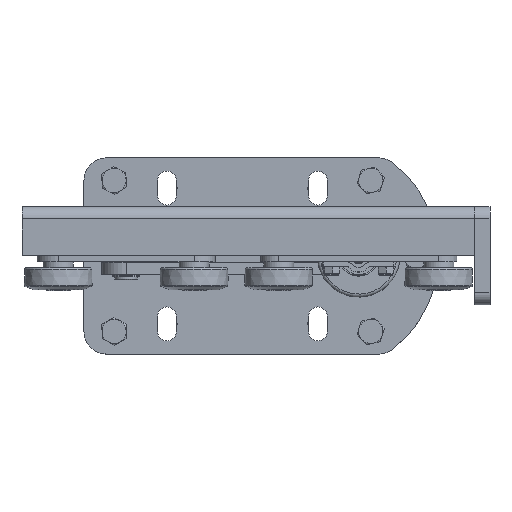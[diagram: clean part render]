
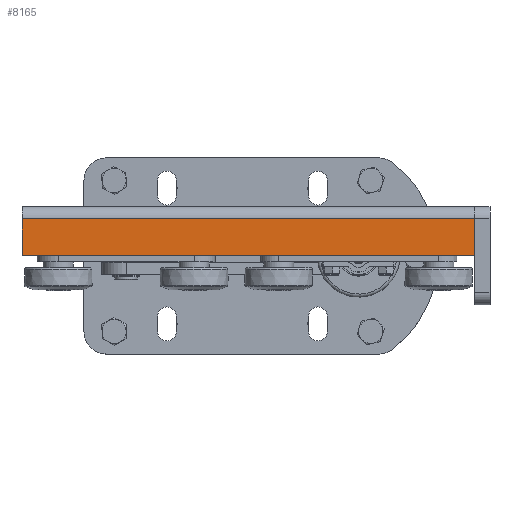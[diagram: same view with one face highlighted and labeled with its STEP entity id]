
A CAD part, top view. The second image highlights one B-rep face of the part: STEP entity #8165.
In plain terms, the highlighted face is planar.
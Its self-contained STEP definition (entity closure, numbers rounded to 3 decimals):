
#752=PLANE('',#9756);
#1168=FACE_OUTER_BOUND('',#1709,.T.);
#1709=EDGE_LOOP('',(#7514,#7515,#7516,#7517));
#2794=LINE('',#15206,#3346);
#2797=LINE('',#15212,#3349);
#2806=LINE('',#15242,#3358);
#2807=LINE('',#15243,#3359);
#3346=VECTOR('',#12293,10.);
#3349=VECTOR('',#12298,10.);
#3358=VECTOR('',#12321,10.);
#3359=VECTOR('',#12322,10.);
#4153=VERTEX_POINT('',#15202);
#4155=VERTEX_POINT('',#15205);
#4157=VERTEX_POINT('',#15211);
#4171=VERTEX_POINT('',#15241);
#5273=EDGE_CURVE('',#4155,#4153,#2794,.T.);
#5276=EDGE_CURVE('',#4157,#4155,#2797,.T.);
#5291=EDGE_CURVE('',#4153,#4171,#2806,.T.);
#5292=EDGE_CURVE('',#4157,#4171,#2807,.T.);
#7514=ORIENTED_EDGE('',*,*,#5273,.T.);
#7515=ORIENTED_EDGE('',*,*,#5291,.T.);
#7516=ORIENTED_EDGE('',*,*,#5292,.F.);
#7517=ORIENTED_EDGE('',*,*,#5276,.T.);
#8165=ADVANCED_FACE('',(#1168),#752,.T.);
#9756=AXIS2_PLACEMENT_3D('',#15240,#12319,#12320);
#12293=DIRECTION('',(0.,0.,-1.));
#12298=DIRECTION('',(1.,0.,0.));
#12319=DIRECTION('center_axis',(0.,1.,0.));
#12320=DIRECTION('ref_axis',(0.,0.,1.));
#12321=DIRECTION('',(-1.,0.,0.));
#12322=DIRECTION('',(0.,0.,-1.));
#15202=CARTESIAN_POINT('',(-26.264,25.68,-150.));
#15205=CARTESIAN_POINT('',(-26.264,25.68,150.));
#15206=CARTESIAN_POINT('',(-26.264,25.68,0.));
#15211=CARTESIAN_POINT('',(-50.764,25.68,150.));
#15212=CARTESIAN_POINT('',(-58.764,25.68,150.));
#15240=CARTESIAN_POINT('Origin',(-58.764,25.68,0.));
#15241=CARTESIAN_POINT('',(-50.764,25.68,-150.));
#15242=CARTESIAN_POINT('',(-58.764,25.68,-150.));
#15243=CARTESIAN_POINT('',(-50.764,25.68,0.));
